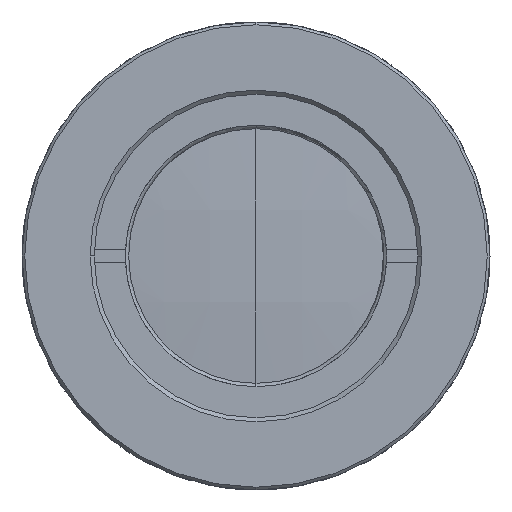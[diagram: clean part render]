
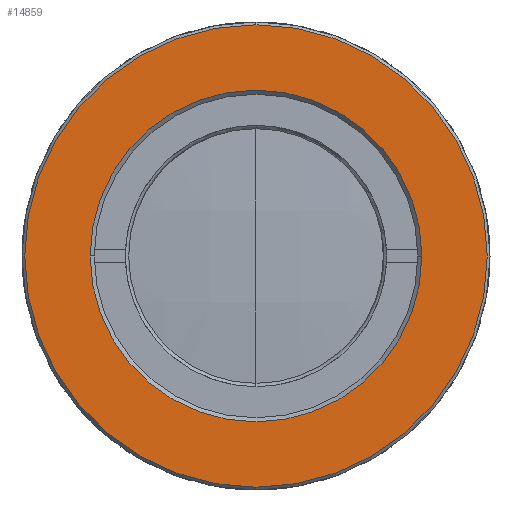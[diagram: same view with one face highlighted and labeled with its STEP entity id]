
A CAD part, left-side view. The second image highlights one B-rep face of the part: STEP entity #14859.
In plain terms, the highlighted planar face has unit normal (-1, 0, 0).
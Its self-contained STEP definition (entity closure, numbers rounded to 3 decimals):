
#293 = CARTESIAN_POINT ( 'NONE',  ( -47.026, 0., 0. ) ) ;
#386 = EDGE_CURVE ( 'NONE', #17465, #871, #14673, .T. ) ;
#521 = EDGE_CURVE ( 'NONE', #871, #17465, #2790, .T. ) ;
#871 = VERTEX_POINT ( 'NONE', #1993 ) ;
#909 = ORIENTED_EDGE ( 'NONE', *, *, #11528, .T. ) ;
#1393 = CARTESIAN_POINT ( 'NONE',  ( -47.026, 12.05, 0. ) ) ;
#1901 = ORIENTED_EDGE ( 'NONE', *, *, #386, .F. ) ;
#1993 = CARTESIAN_POINT ( 'NONE',  ( -47.026, 0., 16.8 ) ) ;
#2054 = EDGE_CURVE ( 'NONE', #17336, #9115, #2670, .T. ) ;
#2123 = CARTESIAN_POINT ( 'NONE',  ( -47.026, 0., 17. ) ) ;
#2670 = CIRCLE ( 'NONE', #13310, 12.05 ) ;
#2790 = CIRCLE ( 'NONE', #12510, 16.8 ) ;
#3129 = AXIS2_PLACEMENT_3D ( 'NONE', #293, #12004, #16397 ) ;
#5752 = DIRECTION ( 'NONE',  ( 1., 0., 0. ) ) ;
#5880 = DIRECTION ( 'NONE',  ( 1., 0., 0. ) ) ;
#6191 = CIRCLE ( 'NONE', #8009, 12.05 ) ;
#6224 = FACE_BOUND ( 'NONE', #7476, .T. ) ;
#6330 = DIRECTION ( 'NONE',  ( 0., 0., 1. ) ) ;
#6410 = ORIENTED_EDGE ( 'NONE', *, *, #521, .F. ) ;
#7405 = DIRECTION ( 'NONE',  ( 0., -1., 0. ) ) ;
#7476 = EDGE_LOOP ( 'NONE', ( #909, #14361 ) ) ;
#8009 = AXIS2_PLACEMENT_3D ( 'NONE', #18839, #5880, #7405 ) ;
#8279 = CARTESIAN_POINT ( 'NONE',  ( -47.026, 0., 0. ) ) ;
#8660 = EDGE_LOOP ( 'NONE', ( #1901, #6410 ) ) ;
#8871 = CARTESIAN_POINT ( 'NONE',  ( -47.026, -12.05, 0. ) ) ;
#9115 = VERTEX_POINT ( 'NONE', #8871 ) ;
#9461 = FACE_OUTER_BOUND ( 'NONE', #8660, .T. ) ;
#11528 = EDGE_CURVE ( 'NONE', #9115, #17336, #6191, .T. ) ;
#11534 = DIRECTION ( 'NONE',  ( 0., -1., 0. ) ) ;
#12004 = DIRECTION ( 'NONE',  ( 1., 0., 0. ) ) ;
#12382 = DIRECTION ( 'NONE',  ( 0., 0., -1. ) ) ;
#12510 = AXIS2_PLACEMENT_3D ( 'NONE', #8279, #14076, #12382 ) ;
#12960 = CARTESIAN_POINT ( 'NONE',  ( -47.026, 0., 0. ) ) ;
#13310 = AXIS2_PLACEMENT_3D ( 'NONE', #12960, #5752, #11534 ) ;
#13716 = PLANE ( 'NONE',  #15924 ) ;
#14076 = DIRECTION ( 'NONE',  ( 1., 0., 0. ) ) ;
#14361 = ORIENTED_EDGE ( 'NONE', *, *, #2054, .T. ) ;
#14673 = CIRCLE ( 'NONE', #3129, 16.8 ) ;
#14859 = ADVANCED_FACE ( 'NONE', ( #6224, #9461 ), #13716, .T. ) ;
#15924 = AXIS2_PLACEMENT_3D ( 'NONE', #2123, #18021, #6330 ) ;
#16397 = DIRECTION ( 'NONE',  ( 0., 0., -1. ) ) ;
#17336 = VERTEX_POINT ( 'NONE', #1393 ) ;
#17465 = VERTEX_POINT ( 'NONE', #17963 ) ;
#17963 = CARTESIAN_POINT ( 'NONE',  ( -47.026, 0., -16.8 ) ) ;
#18021 = DIRECTION ( 'NONE',  ( -1., 0., 0. ) ) ;
#18839 = CARTESIAN_POINT ( 'NONE',  ( -47.026, 0., 0. ) ) ;
